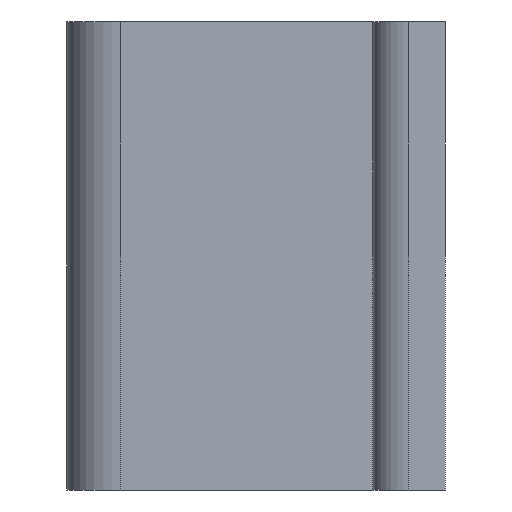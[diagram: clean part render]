
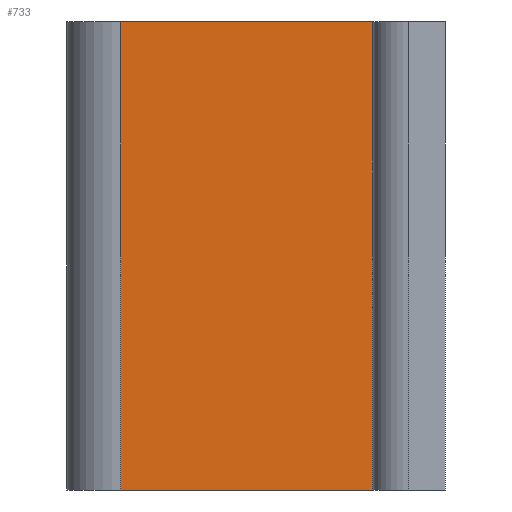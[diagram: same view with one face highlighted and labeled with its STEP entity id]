
A CAD part, left-side view. The second image highlights one B-rep face of the part: STEP entity #733.
In plain terms, the highlighted planar face has unit normal (-1, 0, 0).
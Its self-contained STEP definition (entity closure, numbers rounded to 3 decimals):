
#50=PLANE('',#802);
#71=FACE_OUTER_BOUND('',#117,.T.);
#117=EDGE_LOOP('',(#535,#536,#537,#538,#539,#540,#541,#542));
#175=LINE('',#1100,#241);
#176=LINE('',#1112,#242);
#177=LINE('',#1116,#243);
#178=LINE('',#1118,#244);
#179=LINE('',#1120,#245);
#180=LINE('',#1122,#246);
#181=LINE('',#1124,#247);
#182=LINE('',#1125,#248);
#241=VECTOR('',#890,10.);
#242=VECTOR('',#903,10.);
#243=VECTOR('',#908,10.);
#244=VECTOR('',#909,10.);
#245=VECTOR('',#910,10.);
#246=VECTOR('',#911,10.);
#247=VECTOR('',#912,10.);
#248=VECTOR('',#913,10.);
#344=VERTEX_POINT('',#1097);
#345=VERTEX_POINT('',#1099);
#350=VERTEX_POINT('',#1111);
#351=VERTEX_POINT('',#1115);
#352=VERTEX_POINT('',#1117);
#353=VERTEX_POINT('',#1119);
#354=VERTEX_POINT('',#1121);
#355=VERTEX_POINT('',#1123);
#416=EDGE_CURVE('',#344,#345,#175,.T.);
#422=EDGE_CURVE('',#345,#350,#176,.T.);
#424=EDGE_CURVE('',#344,#351,#177,.T.);
#425=EDGE_CURVE('',#351,#352,#178,.T.);
#426=EDGE_CURVE('',#353,#352,#179,.T.);
#427=EDGE_CURVE('',#353,#354,#180,.T.);
#428=EDGE_CURVE('',#354,#355,#181,.T.);
#429=EDGE_CURVE('',#350,#355,#182,.T.);
#535=ORIENTED_EDGE('',*,*,#422,.F.);
#536=ORIENTED_EDGE('',*,*,#416,.F.);
#537=ORIENTED_EDGE('',*,*,#424,.T.);
#538=ORIENTED_EDGE('',*,*,#425,.T.);
#539=ORIENTED_EDGE('',*,*,#426,.F.);
#540=ORIENTED_EDGE('',*,*,#427,.T.);
#541=ORIENTED_EDGE('',*,*,#428,.T.);
#542=ORIENTED_EDGE('',*,*,#429,.F.);
#733=ADVANCED_FACE('',(#71),#50,.T.);
#802=AXIS2_PLACEMENT_3D('',#1114,#906,#907);
#890=DIRECTION('',(0.,1.,0.));
#903=DIRECTION('',(0.,0.,1.));
#906=DIRECTION('center_axis',(-1.,0.,0.));
#907=DIRECTION('ref_axis',(0.,-1.,0.));
#908=DIRECTION('',(0.,0.,1.));
#909=DIRECTION('',(0.,-1.,0.));
#910=DIRECTION('',(0.,0.,-1.));
#911=DIRECTION('',(0.,1.,0.));
#912=DIRECTION('',(0.,0.,1.));
#913=DIRECTION('',(0.,-1.,0.));
#1097=CARTESIAN_POINT('',(37.464,13.804,-3.));
#1099=CARTESIAN_POINT('',(37.464,27.804,-3.));
#1100=CARTESIAN_POINT('',(37.464,29.804,-3.));
#1111=CARTESIAN_POINT('',(37.464,27.804,23.));
#1112=CARTESIAN_POINT('',(37.464,27.804,0.));
#1114=CARTESIAN_POINT('Origin',(37.464,29.804,0.));
#1115=CARTESIAN_POINT('',(37.464,13.804,-1.));
#1116=CARTESIAN_POINT('',(37.464,13.804,5.));
#1117=CARTESIAN_POINT('',(37.464,10.299,-1.));
#1118=CARTESIAN_POINT('',(37.464,19.804,-1.));
#1119=CARTESIAN_POINT('',(37.464,10.299,21.));
#1120=CARTESIAN_POINT('',(37.464,10.299,20.));
#1121=CARTESIAN_POINT('',(37.464,13.804,21.));
#1122=CARTESIAN_POINT('',(37.464,19.804,21.));
#1123=CARTESIAN_POINT('',(37.464,13.804,23.));
#1124=CARTESIAN_POINT('',(37.464,13.804,5.));
#1125=CARTESIAN_POINT('',(37.464,29.804,23.));
